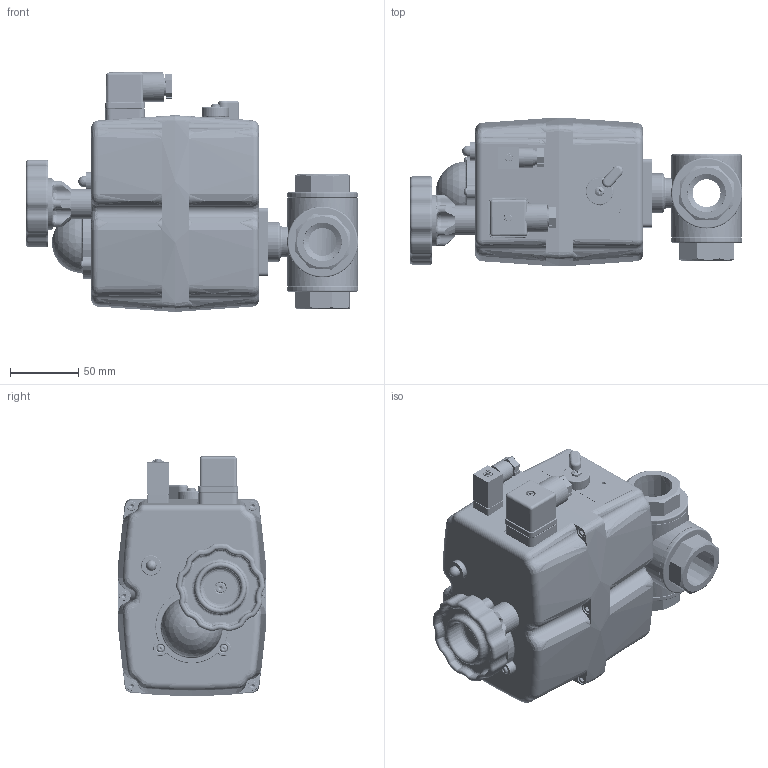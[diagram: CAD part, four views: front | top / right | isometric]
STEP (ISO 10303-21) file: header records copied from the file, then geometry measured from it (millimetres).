
FILE_DESCRIPTION (( 'STEP AP214' ), '1' );
FILE_NAME ('KL103-KT103-3-Wege-Kugelhahn-¼-Zoll-PN63-S35-Elektrischer-Schwenkantrieb-24V-240V-Fergo.STEP', '2023-05-02T06:27:02', ( '' ), ( '' ), 'SwSTEP 2.0', 'SolidWorks 2022', '' );
FILE_SCHEMA (( 'AUTOMOTIVE_DESIGN' ));
Length unit declared in the file: millimetre
Products named in the file (3): KL103-KT103-3-Wege-Kugelhahn-¼-Zoll-PN63-S35-Elektrischer-Schwenkantrieb-24V-240V-Fergo; J&J S-20+35; KL103-KT103-3-Wege-Kugelhahn-1-Zoll-PN63-FW_Standard
Assembly tree (2 placements, depth 2):
  KL103-KT103-3-Wege-Kugelhahn-¼-Zoll-PN63-S35-Elektrischer-Schwenkantrieb-24V-240V-Fergo
    KL103-KT103-3-Wege-Kugelhahn-1-Zoll-PN63-FW_Standard
    J&J S-20+35
Bounding box: 243.7 x 108.76 x 176.14 mm (x, y, z)
Volume: 504921.2 mm3; surface area: 324752.5 mm2
Topology: 56 solids, 57 shells, 5143 faces, 12764 edges, 7825 vertices
Faces by surface type: cylinder 1673, plane 1250, cone 1151, torus 618, bspline 321, sphere 130
Entity records: 193501 total; most frequent: CARTESIAN_POINT 70180, DIRECTION 27040, ORIENTED_EDGE 25258, EDGE_CURVE 12630, AXIS2_PLACEMENT_3D 10940, VERTEX_POINT 7819, CIRCLE 6112, EDGE_LOOP 5534
